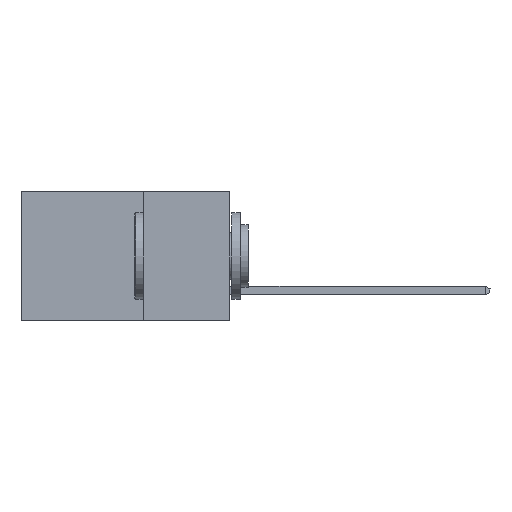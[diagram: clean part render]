
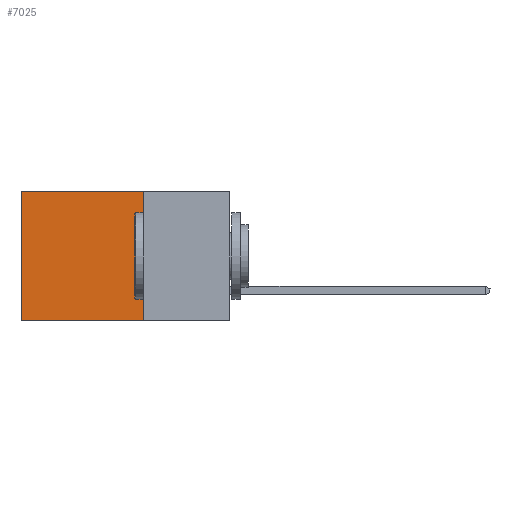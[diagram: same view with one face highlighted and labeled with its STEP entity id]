
A CAD part, left-side view. The second image highlights one B-rep face of the part: STEP entity #7025.
In plain terms, the highlighted planar face has unit normal (-1, 0, 0).
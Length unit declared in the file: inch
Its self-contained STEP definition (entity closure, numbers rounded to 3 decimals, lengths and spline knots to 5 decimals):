
#24 = VECTOR ( 'NONE', #12115, 39.37008 ) ;
#822 = VECTOR ( 'NONE', #1475, 39.37008 ) ;
#930 = VERTEX_POINT ( 'NONE', #2947 ) ;
#1035 = EDGE_CURVE ( 'NONE', #3121, #930, #11877, .T. ) ;
#1475 = DIRECTION ( 'NONE',  ( 0., 0., -1. ) ) ;
#2074 = DIRECTION ( 'NONE',  ( 0., 1., 0. ) ) ;
#2225 = AXIS2_PLACEMENT_3D ( 'NONE', #17146, #15209, #8307 ) ;
#2336 = ORIENTED_EDGE ( 'NONE', *, *, #14376, .T. ) ;
#2947 = CARTESIAN_POINT ( 'NONE',  ( 0.2615, 0.25, -0.37 ) ) ;
#3121 = VERTEX_POINT ( 'NONE', #14014 ) ;
#3724 = ORIENTED_EDGE ( 'NONE', *, *, #11324, .F. ) ;
#4763 = EDGE_LOOP ( 'NONE', ( #6701, #3724, #12719, #2336 ) ) ;
#4917 = LINE ( 'NONE', #10486, #24 ) ;
#5471 = CARTESIAN_POINT ( 'NONE',  ( 0.2615, 0.6, -0.37 ) ) ;
#6701 = ORIENTED_EDGE ( 'NONE', *, *, #10977, .T. ) ;
#7025 = ADVANCED_FACE ( 'NONE', ( #11621 ), #7254, .F. ) ;
#7254 = PLANE ( 'NONE',  #2225 ) ;
#7873 = VECTOR ( 'NONE', #11789, 39.37008 ) ;
#8307 = DIRECTION ( 'NONE',  ( 0., 0., -1. ) ) ;
#8654 = CARTESIAN_POINT ( 'NONE',  ( 0.2615, 0.25, 0. ) ) ;
#9126 = VECTOR ( 'NONE', #2074, 39.37008 ) ;
#10486 = CARTESIAN_POINT ( 'NONE',  ( 0.2615, 0.25, -0.37 ) ) ;
#10977 = EDGE_CURVE ( 'NONE', #12474, #11356, #12487, .T. ) ;
#11324 = EDGE_CURVE ( 'NONE', #930, #11356, #4917, .T. ) ;
#11356 = VERTEX_POINT ( 'NONE', #11926 ) ;
#11621 = FACE_OUTER_BOUND ( 'NONE', #4763, .T. ) ;
#11789 = DIRECTION ( 'NONE',  ( 0., 0., -1. ) ) ;
#11877 = LINE ( 'NONE', #17226, #7873 ) ;
#11926 = CARTESIAN_POINT ( 'NONE',  ( 0.2615, 0.6, -0.37 ) ) ;
#12115 = DIRECTION ( 'NONE',  ( 0., 1., 0. ) ) ;
#12474 = VERTEX_POINT ( 'NONE', #13203 ) ;
#12487 = LINE ( 'NONE', #5471, #822 ) ;
#12719 = ORIENTED_EDGE ( 'NONE', *, *, #1035, .F. ) ;
#13203 = CARTESIAN_POINT ( 'NONE',  ( 0.2615, 0.6, 0. ) ) ;
#14014 = CARTESIAN_POINT ( 'NONE',  ( 0.2615, 0.25, 0. ) ) ;
#14376 = EDGE_CURVE ( 'NONE', #3121, #12474, #17003, .T. ) ;
#15209 = DIRECTION ( 'NONE',  ( 1., 0., 0. ) ) ;
#17003 = LINE ( 'NONE', #8654, #9126 ) ;
#17146 = CARTESIAN_POINT ( 'NONE',  ( 0.2615, 0.25, -0.37 ) ) ;
#17226 = CARTESIAN_POINT ( 'NONE',  ( 0.2615, 0.25, -0.37 ) ) ;
